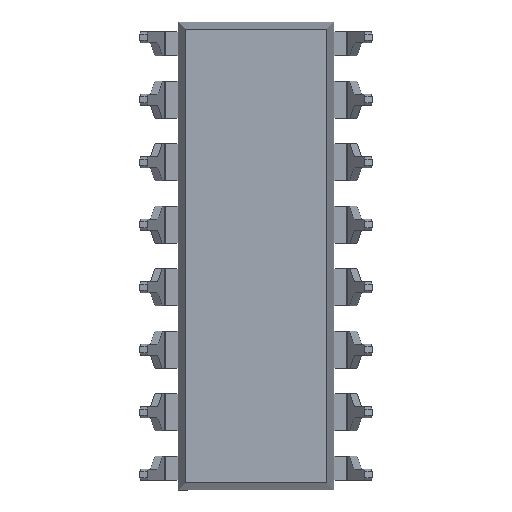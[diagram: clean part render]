
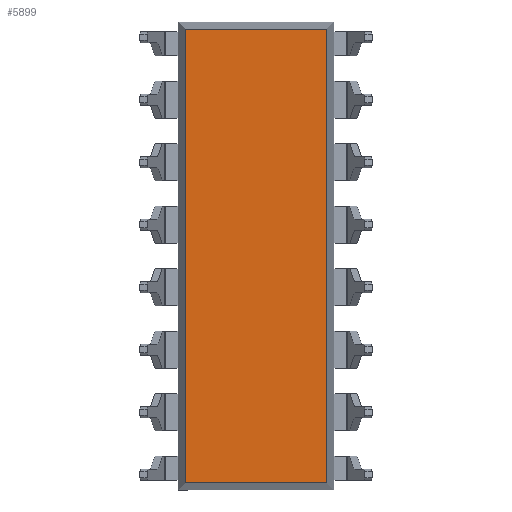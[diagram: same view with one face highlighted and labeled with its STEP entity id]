
A CAD part, front view. The second image highlights one B-rep face of the part: STEP entity #5899.
In plain terms, the highlighted planar face has unit normal (0, -1, 0).
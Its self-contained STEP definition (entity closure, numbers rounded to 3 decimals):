
#25 = VECTOR ( 'NONE', #7333, 1000. ) ;
#244 = CARTESIAN_POINT ( 'NONE',  ( 2.871, 0.51, -9.512 ) ) ;
#357 = CARTESIAN_POINT ( 'NONE',  ( -2.871, 0.51, 9.213 ) ) ;
#481 = CARTESIAN_POINT ( 'NONE',  ( 0., 0.51, 0. ) ) ;
#537 = CARTESIAN_POINT ( 'NONE',  ( 2.871, 0.51, -9.213 ) ) ;
#771 = EDGE_LOOP ( 'NONE', ( #8143, #5731, #5299, #6940 ) ) ;
#1209 = LINE ( 'NONE', #4377, #5165 ) ;
#1747 = FACE_OUTER_BOUND ( 'NONE', #771, .T. ) ;
#1788 = DIRECTION ( 'NONE',  ( 0., -1., 0. ) ) ;
#1860 = AXIS2_PLACEMENT_3D ( 'NONE', #481, #1788, #7422 ) ;
#2144 = DIRECTION ( 'NONE',  ( 0., 0., 1. ) ) ;
#2188 = VECTOR ( 'NONE', #4261, 1000. ) ;
#2560 = DIRECTION ( 'NONE',  ( 1., 0., 0. ) ) ;
#2574 = VERTEX_POINT ( 'NONE', #537 ) ;
#2674 = LINE ( 'NONE', #244, #2955 ) ;
#2955 = VECTOR ( 'NONE', #2144, 1000. ) ;
#3176 = LINE ( 'NONE', #3455, #25 ) ;
#3455 = CARTESIAN_POINT ( 'NONE',  ( -2.871, 0.51, 9.512 ) ) ;
#3563 = EDGE_CURVE ( 'NONE', #5932, #2574, #1209, .T. ) ;
#3572 = LINE ( 'NONE', #7963, #2188 ) ;
#3925 = EDGE_CURVE ( 'NONE', #5456, #4829, #3572, .T. ) ;
#4180 = EDGE_CURVE ( 'NONE', #4829, #5932, #3176, .T. ) ;
#4261 = DIRECTION ( 'NONE',  ( -1., 0., 0. ) ) ;
#4377 = CARTESIAN_POINT ( 'NONE',  ( -3.17, 0.51, -9.213 ) ) ;
#4829 = VERTEX_POINT ( 'NONE', #357 ) ;
#4848 = CARTESIAN_POINT ( 'NONE',  ( 2.871, 0.51, 9.213 ) ) ;
#5165 = VECTOR ( 'NONE', #2560, 1000. ) ;
#5299 = ORIENTED_EDGE ( 'NONE', *, *, #4180, .T. ) ;
#5456 = VERTEX_POINT ( 'NONE', #4848 ) ;
#5731 = ORIENTED_EDGE ( 'NONE', *, *, #3925, .T. ) ;
#5899 = ADVANCED_FACE ( 'NONE', ( #1747 ), #6161, .T. ) ;
#5932 = VERTEX_POINT ( 'NONE', #6306 ) ;
#6161 = PLANE ( 'NONE',  #1860 ) ;
#6306 = CARTESIAN_POINT ( 'NONE',  ( -2.871, 0.51, -9.213 ) ) ;
#6940 = ORIENTED_EDGE ( 'NONE', *, *, #3563, .T. ) ;
#7043 = EDGE_CURVE ( 'NONE', #2574, #5456, #2674, .T. ) ;
#7333 = DIRECTION ( 'NONE',  ( 0., 0., -1. ) ) ;
#7422 = DIRECTION ( 'NONE',  ( 1., 0., 0. ) ) ;
#7963 = CARTESIAN_POINT ( 'NONE',  ( 3.17, 0.51, 9.213 ) ) ;
#8143 = ORIENTED_EDGE ( 'NONE', *, *, #7043, .T. ) ;
